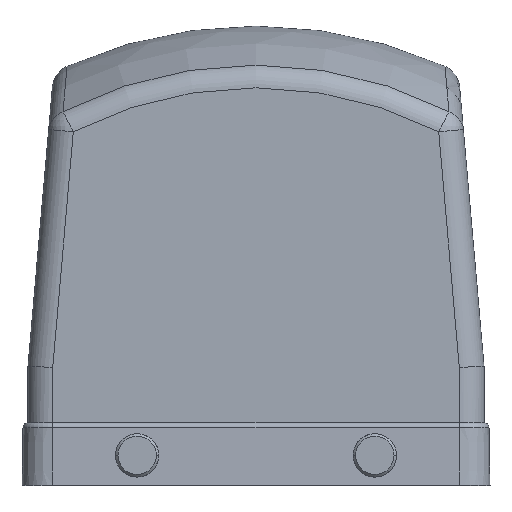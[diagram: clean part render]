
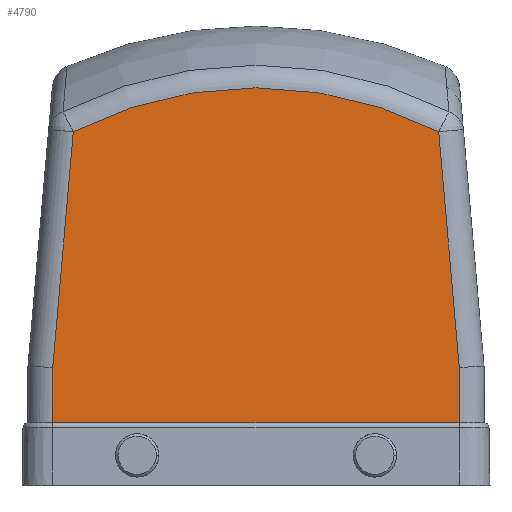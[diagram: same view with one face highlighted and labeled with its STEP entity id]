
A CAD part, top view. The second image highlights one B-rep face of the part: STEP entity #4790.
In plain terms, the highlighted planar face has unit normal (0, 0, 1).
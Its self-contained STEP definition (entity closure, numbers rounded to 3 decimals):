
#104 = EDGE_CURVE ( 'NONE', #19834, #7224, #8125, .T. ) ;
#417 = DIRECTION ( 'NONE',  ( -1., 0., 0. ) ) ;
#892 = LINE ( 'NONE', #1291, #10450 ) ;
#964 = CIRCLE ( 'NONE', #23288, 81.219 ) ;
#1291 = CARTESIAN_POINT ( 'NONE',  ( -43.153, -0.253, 40.75 ) ) ;
#1827 = EDGE_CURVE ( 'NONE', #7224, #12924, #964, .T. ) ;
#1997 = CARTESIAN_POINT ( 'NONE',  ( 41.05, 23.782, 40.75 ) ) ;
#2023 = ORIENTED_EDGE ( 'NONE', *, *, #1827, .T. ) ;
#2045 = ORIENTED_EDGE ( 'NONE', *, *, #8984, .T. ) ;
#2902 = ORIENTED_EDGE ( 'NONE', *, *, #23713, .T. ) ;
#3955 = VECTOR ( 'NONE', #18648, 1000. ) ;
#4790 = ADVANCED_FACE ( 'NONE', ( #23753 ), #18890, .F. ) ;
#4851 = EDGE_CURVE ( 'NONE', #23112, #19834, #13153, .T. ) ;
#5701 = DIRECTION ( 'NONE',  ( -1., 0., 0. ) ) ;
#6081 = CARTESIAN_POINT ( 'NONE',  ( -41.05, 12.6, 40.75 ) ) ;
#6281 = CARTESIAN_POINT ( 'NONE',  ( -36.886, 71.371, 40.75 ) ) ;
#7224 = VERTEX_POINT ( 'NONE', #23902 ) ;
#7710 = DIRECTION ( 'NONE',  ( 0., 1., 0. ) ) ;
#8069 = VECTOR ( 'NONE', #7710, 1000. ) ;
#8125 = LINE ( 'NONE', #10242, #17601 ) ;
#8899 = EDGE_LOOP ( 'NONE', ( #18164, #14754, #24363, #2023, #2045, #2902 ) ) ;
#8984 = EDGE_CURVE ( 'NONE', #12924, #9762, #892, .T. ) ;
#9324 = DIRECTION ( 'NONE',  ( 0., -1., 0. ) ) ;
#9762 = VERTEX_POINT ( 'NONE', #13688 ) ;
#10242 = CARTESIAN_POINT ( 'NONE',  ( 42.453, 7.743, 40.75 ) ) ;
#10427 = CARTESIAN_POINT ( 'NONE',  ( 41.05, 12.6, 40.75 ) ) ;
#10450 = VECTOR ( 'NONE', #12722, 1000. ) ;
#10842 = DIRECTION ( 'NONE',  ( -0.087, 0.996, 0. ) ) ;
#11509 = CARTESIAN_POINT ( 'NONE',  ( 41.05, 0., 40.75 ) ) ;
#11856 = DIRECTION ( 'NONE',  ( 0., 0., 1. ) ) ;
#12241 = EDGE_CURVE ( 'NONE', #23112, #17771, #18505, .T. ) ;
#12722 = DIRECTION ( 'NONE',  ( -0.087, -0.996, 0. ) ) ;
#12924 = VERTEX_POINT ( 'NONE', #6281 ) ;
#13153 = LINE ( 'NONE', #11509, #8069 ) ;
#13688 = CARTESIAN_POINT ( 'NONE',  ( -41.05, 23.782, 40.75 ) ) ;
#14754 = ORIENTED_EDGE ( 'NONE', *, *, #4851, .T. ) ;
#16180 = VECTOR ( 'NONE', #9324, 1000. ) ;
#16751 = CARTESIAN_POINT ( 'NONE',  ( -46.05, 12.6, 40.75 ) ) ;
#17084 = CARTESIAN_POINT ( 'NONE',  ( -46.05, 0., 40.75 ) ) ;
#17601 = VECTOR ( 'NONE', #10842, 1000. ) ;
#17771 = VERTEX_POINT ( 'NONE', #6081 ) ;
#18164 = ORIENTED_EDGE ( 'NONE', *, *, #12241, .F. ) ;
#18505 = LINE ( 'NONE', #16751, #3955 ) ;
#18648 = DIRECTION ( 'NONE',  ( -1., 0., 0. ) ) ;
#18890 = PLANE ( 'NONE',  #23181 ) ;
#19834 = VERTEX_POINT ( 'NONE', #1997 ) ;
#20633 = LINE ( 'NONE', #20644, #16180 ) ;
#20644 = CARTESIAN_POINT ( 'NONE',  ( -41.05, 0., 40.75 ) ) ;
#20800 = DIRECTION ( 'NONE',  ( 0., 0., -1. ) ) ;
#23112 = VERTEX_POINT ( 'NONE', #10427 ) ;
#23136 = CARTESIAN_POINT ( 'NONE',  ( 0., -0.989, 40.75 ) ) ;
#23181 = AXIS2_PLACEMENT_3D ( 'NONE', #17084, #20800, #5701 ) ;
#23288 = AXIS2_PLACEMENT_3D ( 'NONE', #23136, #11856, #417 ) ;
#23713 = EDGE_CURVE ( 'NONE', #9762, #17771, #20633, .T. ) ;
#23753 = FACE_OUTER_BOUND ( 'NONE', #8899, .T. ) ;
#23902 = CARTESIAN_POINT ( 'NONE',  ( 36.886, 71.371, 40.75 ) ) ;
#24363 = ORIENTED_EDGE ( 'NONE', *, *, #104, .T. ) ;
